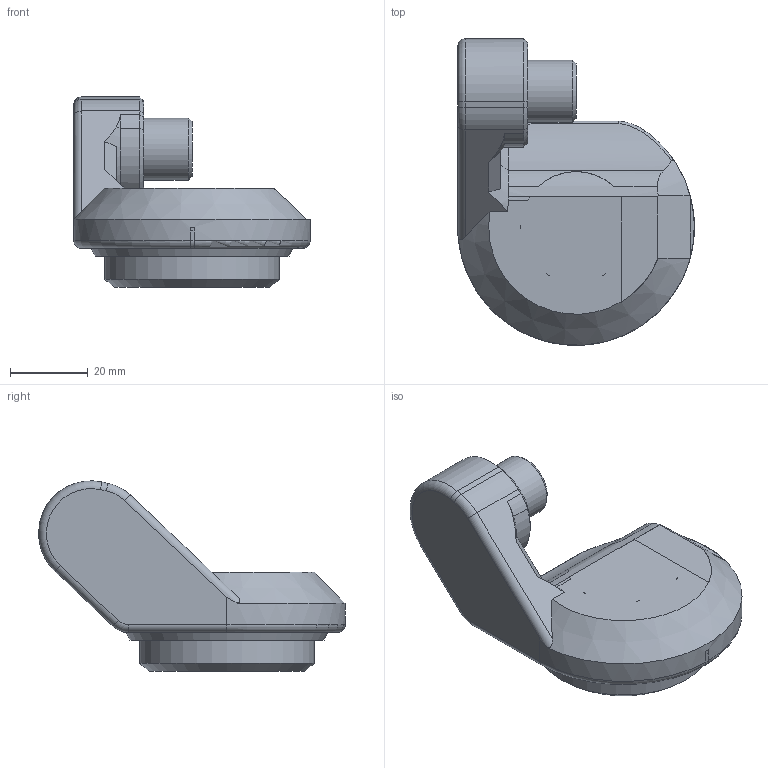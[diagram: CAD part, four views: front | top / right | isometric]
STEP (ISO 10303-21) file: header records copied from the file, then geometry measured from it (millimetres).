
FILE_DESCRIPTION(/* description */ (''),/* implementation_level */ '2;1');
FILE_NAME(/* name */ 'Arm1.step',/* time_stamp */ '2022-02-06T11:47:05+01:00',/* author */ (''),/* organization */ (''),/* preprocessor_version */ 'ST-DEVELOPER v18.1',/* originating_system */ 'Autodesk Translation Framework v10.13.0.1454',/* authorisation */ '');
FILE_SCHEMA (('AUTOMOTIVE_DESIGN { 1 0 10303 214 3 1 1 }'));
Length unit declared in the file: millimetre
Products named in the file (1): Arm1
Bounding box: 60.96 x 79 x 48.99 mm (x, y, z)
Volume: 68354.4 mm3; surface area: 16709.3 mm2
Topology: 1 solids, 4 shells, 100 faces, 233 edges, 147 vertices
Faces by surface type: plane 41, cylinder 31, cone 18, bspline 5, torus 5
Full cylindrical faces by diameter (mm): 14.22 x1, 16 x1, 22.077 x1, 28.464 x1, 40 x1, 45 x1, 50 x1
Entity records: 3378 total; most frequent: CARTESIAN_POINT 1080, DIRECTION 469, ORIENTED_EDGE 460, EDGE_CURVE 233, AXIS2_PLACEMENT_3D 185, VERTEX_POINT 147, EDGE_LOOP 112, FACE_OUTER_BOUND 100
